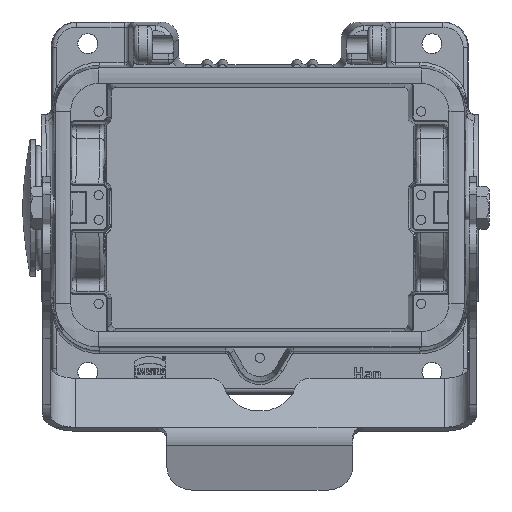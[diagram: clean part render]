
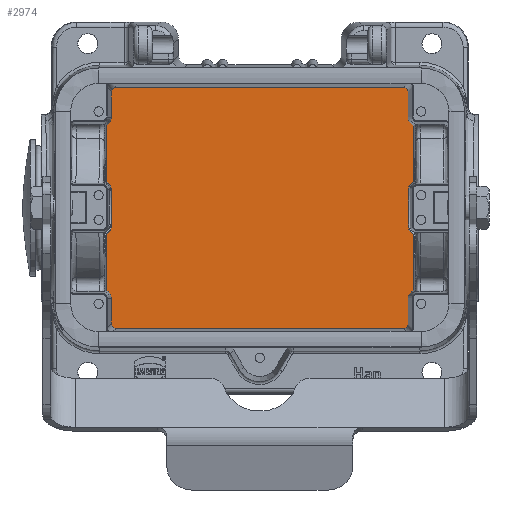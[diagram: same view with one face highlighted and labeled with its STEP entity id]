
A CAD part, top view. The second image highlights one B-rep face of the part: STEP entity #2974.
In plain terms, the highlighted planar face has unit normal (0, 0, 1).
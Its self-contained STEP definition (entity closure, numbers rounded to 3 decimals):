
#1836=PLANE('',#18198);
#2165=FACE_OUTER_BOUND('',#4050,.T.);
#2820=ELLIPSE('',#18186,1.5,1.5);
#2821=ELLIPSE('',#18191,1.5,1.5);
#2822=ELLIPSE('',#18192,1.5,1.5);
#2823=ELLIPSE('',#18197,1.5,1.5);
#2974=ADVANCED_FACE('',(#2165),#1836,.F.);
#4050=EDGE_LOOP('',(#4902,#4903,#4904,#4905,#4906,#4907,#4908,#4909,#4910,
#4911,#4912,#4913,#4914,#4915,#4916,#4917,#4918,#4919,#4920,#4921,#4922,
#4923,#4924,#4925));
#4902=ORIENTED_EDGE('',*,*,#9658,.F.);
#4903=ORIENTED_EDGE('',*,*,#9659,.T.);
#4904=ORIENTED_EDGE('',*,*,#9660,.F.);
#4905=ORIENTED_EDGE('',*,*,#9661,.F.);
#4906=ORIENTED_EDGE('',*,*,#9662,.F.);
#4907=ORIENTED_EDGE('',*,*,#9663,.F.);
#4908=ORIENTED_EDGE('',*,*,#9664,.F.);
#4909=ORIENTED_EDGE('',*,*,#9665,.F.);
#4910=ORIENTED_EDGE('',*,*,#9666,.F.);
#4911=ORIENTED_EDGE('',*,*,#9667,.F.);
#4912=ORIENTED_EDGE('',*,*,#9668,.F.);
#4913=ORIENTED_EDGE('',*,*,#9669,.T.);
#4914=ORIENTED_EDGE('',*,*,#9670,.F.);
#4915=ORIENTED_EDGE('',*,*,#9671,.T.);
#4916=ORIENTED_EDGE('',*,*,#9672,.F.);
#4917=ORIENTED_EDGE('',*,*,#9673,.F.);
#4918=ORIENTED_EDGE('',*,*,#9674,.F.);
#4919=ORIENTED_EDGE('',*,*,#9675,.F.);
#4920=ORIENTED_EDGE('',*,*,#9676,.F.);
#4921=ORIENTED_EDGE('',*,*,#9677,.F.);
#4922=ORIENTED_EDGE('',*,*,#9678,.F.);
#4923=ORIENTED_EDGE('',*,*,#9679,.F.);
#4924=ORIENTED_EDGE('',*,*,#9680,.F.);
#4925=ORIENTED_EDGE('',*,*,#9681,.T.);
#8504=VERTEX_POINT('',#25264);
#8505=VERTEX_POINT('',#25265);
#8506=VERTEX_POINT('',#25267);
#8507=VERTEX_POINT('',#25269);
#8508=VERTEX_POINT('',#25271);
#8509=VERTEX_POINT('',#25273);
#8510=VERTEX_POINT('',#25275);
#8511=VERTEX_POINT('',#25277);
#8512=VERTEX_POINT('',#25279);
#8513=VERTEX_POINT('',#25281);
#8514=VERTEX_POINT('',#25283);
#8515=VERTEX_POINT('',#25285);
#8516=VERTEX_POINT('',#25287);
#8517=VERTEX_POINT('',#25289);
#8518=VERTEX_POINT('',#25291);
#8519=VERTEX_POINT('',#25293);
#8520=VERTEX_POINT('',#25295);
#8521=VERTEX_POINT('',#25297);
#8522=VERTEX_POINT('',#25299);
#8523=VERTEX_POINT('',#25301);
#8524=VERTEX_POINT('',#25303);
#8525=VERTEX_POINT('',#25305);
#8526=VERTEX_POINT('',#25307);
#8527=VERTEX_POINT('',#25309);
#9658=EDGE_CURVE('',#8504,#8505,#14448,.T.);
#9659=EDGE_CURVE('',#8504,#8506,#2820,.T.);
#9660=EDGE_CURVE('',#8507,#8506,#14449,.T.);
#9661=EDGE_CURVE('',#8508,#8507,#11428,.T.);
#9662=EDGE_CURVE('',#8509,#8508,#14450,.T.);
#9663=EDGE_CURVE('',#8510,#8509,#11429,.T.);
#9664=EDGE_CURVE('',#8511,#8510,#14451,.T.);
#9665=EDGE_CURVE('',#8512,#8511,#11430,.T.);
#9666=EDGE_CURVE('',#8513,#8512,#14452,.T.);
#9667=EDGE_CURVE('',#8514,#8513,#11431,.T.);
#9668=EDGE_CURVE('',#8515,#8514,#14453,.T.);
#9669=EDGE_CURVE('',#8515,#8516,#2821,.T.);
#9670=EDGE_CURVE('',#8517,#8516,#14454,.T.);
#9671=EDGE_CURVE('',#8517,#8518,#2822,.T.);
#9672=EDGE_CURVE('',#8519,#8518,#14455,.T.);
#9673=EDGE_CURVE('',#8520,#8519,#11432,.T.);
#9674=EDGE_CURVE('',#8521,#8520,#14456,.T.);
#9675=EDGE_CURVE('',#8522,#8521,#11433,.T.);
#9676=EDGE_CURVE('',#8523,#8522,#14457,.T.);
#9677=EDGE_CURVE('',#8524,#8523,#11434,.T.);
#9678=EDGE_CURVE('',#8525,#8524,#14458,.T.);
#9679=EDGE_CURVE('',#8526,#8525,#11435,.T.);
#9680=EDGE_CURVE('',#8527,#8526,#14459,.T.);
#9681=EDGE_CURVE('',#8527,#8505,#2823,.T.);
#11428=CIRCLE('',#18187,2.861);
#11429=CIRCLE('',#18188,2.861);
#11430=CIRCLE('',#18189,2.861);
#11431=CIRCLE('',#18190,2.861);
#11432=CIRCLE('',#18193,2.861);
#11433=CIRCLE('',#18194,2.861);
#11434=CIRCLE('',#18195,2.861);
#11435=CIRCLE('',#18196,2.861);
#14448=LINE('',#25263,#15525);
#14449=LINE('',#25268,#15526);
#14450=LINE('',#25272,#15527);
#14451=LINE('',#25276,#15528);
#14452=LINE('',#25280,#15529);
#14453=LINE('',#25284,#15530);
#14454=LINE('',#25288,#15531);
#14455=LINE('',#25292,#15532);
#14456=LINE('',#25296,#15533);
#14457=LINE('',#25300,#15534);
#14458=LINE('',#25304,#15535);
#14459=LINE('',#25308,#15536);
#15525=VECTOR('',#19547,1.);
#15526=VECTOR('',#19550,1.);
#15527=VECTOR('',#19553,1.);
#15528=VECTOR('',#19556,1.);
#15529=VECTOR('',#19559,1.);
#15530=VECTOR('',#19562,1.);
#15531=VECTOR('',#19565,1.);
#15532=VECTOR('',#19568,1.);
#15533=VECTOR('',#19571,1.);
#15534=VECTOR('',#19574,1.);
#15535=VECTOR('',#19577,1.);
#15536=VECTOR('',#19580,1.);
#18186=AXIS2_PLACEMENT_3D('',#25266,#19548,#19549);
#18187=AXIS2_PLACEMENT_3D('',#25270,#19551,#19552);
#18188=AXIS2_PLACEMENT_3D('',#25274,#19554,#19555);
#18189=AXIS2_PLACEMENT_3D('',#25278,#19557,#19558);
#18190=AXIS2_PLACEMENT_3D('',#25282,#19560,#19561);
#18191=AXIS2_PLACEMENT_3D('',#25286,#19563,#19564);
#18192=AXIS2_PLACEMENT_3D('',#25290,#19566,#19567);
#18193=AXIS2_PLACEMENT_3D('',#25294,#19569,#19570);
#18194=AXIS2_PLACEMENT_3D('',#25298,#19572,#19573);
#18195=AXIS2_PLACEMENT_3D('',#25302,#19575,#19576);
#18196=AXIS2_PLACEMENT_3D('',#25306,#19578,#19579);
#18197=AXIS2_PLACEMENT_3D('',#25310,#19581,#19582);
#18198=AXIS2_PLACEMENT_3D('',#25311,#19583,#19584);
#19547=DIRECTION('',(1.,0.,0.));
#19548=DIRECTION('',(0.,0.,1.));
#19549=DIRECTION('',(0.707,-0.707,0.));
#19550=DIRECTION('',(0.,1.,0.));
#19551=DIRECTION('',(0.,0.,1.));
#19552=DIRECTION('',(-1.,0.,0.));
#19553=DIRECTION('',(0.,1.,0.));
#19554=DIRECTION('',(0.,0.,1.));
#19555=DIRECTION('',(-1.,0.,0.));
#19556=DIRECTION('',(0.,1.,0.));
#19557=DIRECTION('',(0.,0.,1.));
#19558=DIRECTION('',(-1.,0.,0.));
#19559=DIRECTION('',(0.,1.,0.));
#19560=DIRECTION('',(0.,0.,1.));
#19561=DIRECTION('',(-1.,0.,0.));
#19562=DIRECTION('',(0.,1.,0.));
#19563=DIRECTION('',(0.,0.,1.));
#19564=DIRECTION('',(0.707,0.707,0.));
#19565=DIRECTION('',(-1.,0.,0.));
#19566=DIRECTION('',(0.,0.,1.));
#19567=DIRECTION('',(-0.707,0.707,0.));
#19568=DIRECTION('',(0.,-1.,0.));
#19569=DIRECTION('',(0.,0.,1.));
#19570=DIRECTION('',(-1.,0.,0.));
#19571=DIRECTION('',(0.,-1.,0.));
#19572=DIRECTION('',(0.,0.,1.));
#19573=DIRECTION('',(-1.,0.,0.));
#19574=DIRECTION('',(0.,-1.,0.));
#19575=DIRECTION('',(0.,0.,1.));
#19576=DIRECTION('',(-1.,0.,0.));
#19577=DIRECTION('',(0.,-1.,0.));
#19578=DIRECTION('',(0.,0.,1.));
#19579=DIRECTION('',(-1.,0.,0.));
#19580=DIRECTION('',(0.,-1.,0.));
#19581=DIRECTION('',(0.,0.,1.));
#19582=DIRECTION('',(-0.707,-0.707,0.));
#19583=DIRECTION('',(0.,0.,-1.));
#19584=DIRECTION('',(-1.,0.,0.));
#25263=CARTESIAN_POINT('',(47.795,38.939,-77.97));
#25264=CARTESIAN_POINT('',(-46.364,38.939,-77.97));
#25265=CARTESIAN_POINT('',(46.364,38.939,-77.97));
#25266=CARTESIAN_POINT('',(-46.364,37.439,-77.97));
#25267=CARTESIAN_POINT('',(-47.864,37.439,-77.97));
#25268=CARTESIAN_POINT('',(-47.864,38.871,-77.97));
#25269=CARTESIAN_POINT('',(-47.864,29.2,-77.97));
#25270=CARTESIAN_POINT('',(-50.725,29.2,-77.97));
#25271=CARTESIAN_POINT('',(-49.564,26.585,-77.97));
#25272=CARTESIAN_POINT('',(-49.564,26.541,-77.97));
#25273=CARTESIAN_POINT('',(-49.564,8.515,-77.97));
#25274=CARTESIAN_POINT('',(-50.725,5.9,-77.97));
#25275=CARTESIAN_POINT('',(-47.864,5.9,-77.97));
#25276=CARTESIAN_POINT('',(-47.864,5.9,-77.97));
#25277=CARTESIAN_POINT('',(-47.864,-5.9,-77.97));
#25278=CARTESIAN_POINT('',(-50.725,-5.9,-77.97));
#25279=CARTESIAN_POINT('',(-49.564,-8.515,-77.97));
#25280=CARTESIAN_POINT('',(-49.564,-8.559,-77.97));
#25281=CARTESIAN_POINT('',(-49.564,-26.585,-77.97));
#25282=CARTESIAN_POINT('',(-50.725,-29.2,-77.97));
#25283=CARTESIAN_POINT('',(-47.864,-29.2,-77.97));
#25284=CARTESIAN_POINT('',(-47.864,-29.2,-77.97));
#25285=CARTESIAN_POINT('',(-47.864,-37.439,-77.97));
#25286=CARTESIAN_POINT('',(-46.364,-37.439,-77.97));
#25287=CARTESIAN_POINT('',(-46.364,-38.939,-77.97));
#25288=CARTESIAN_POINT('',(-47.795,-38.939,-77.97));
#25289=CARTESIAN_POINT('',(46.364,-38.939,-77.97));
#25290=CARTESIAN_POINT('',(46.364,-37.439,-77.97));
#25291=CARTESIAN_POINT('',(47.864,-37.439,-77.97));
#25292=CARTESIAN_POINT('',(47.864,-38.871,-77.97));
#25293=CARTESIAN_POINT('',(47.864,-29.2,-77.97));
#25294=CARTESIAN_POINT('',(50.725,-29.2,-77.97));
#25295=CARTESIAN_POINT('',(49.564,-26.585,-77.97));
#25296=CARTESIAN_POINT('',(49.564,-26.541,-77.97));
#25297=CARTESIAN_POINT('',(49.564,-8.515,-77.97));
#25298=CARTESIAN_POINT('',(50.725,-5.9,-77.97));
#25299=CARTESIAN_POINT('',(47.864,-5.9,-77.97));
#25300=CARTESIAN_POINT('',(47.864,-5.9,-77.97));
#25301=CARTESIAN_POINT('',(47.864,5.9,-77.97));
#25302=CARTESIAN_POINT('',(50.725,5.9,-77.97));
#25303=CARTESIAN_POINT('',(49.564,8.515,-77.97));
#25304=CARTESIAN_POINT('',(49.564,8.559,-77.97));
#25305=CARTESIAN_POINT('',(49.564,26.585,-77.97));
#25306=CARTESIAN_POINT('',(50.725,29.2,-77.97));
#25307=CARTESIAN_POINT('',(47.864,29.2,-77.97));
#25308=CARTESIAN_POINT('',(47.864,29.2,-77.97));
#25309=CARTESIAN_POINT('',(47.864,37.439,-77.97));
#25310=CARTESIAN_POINT('',(46.364,37.439,-77.97));
#25311=CARTESIAN_POINT('',(-50.725,5.9,-77.97));
